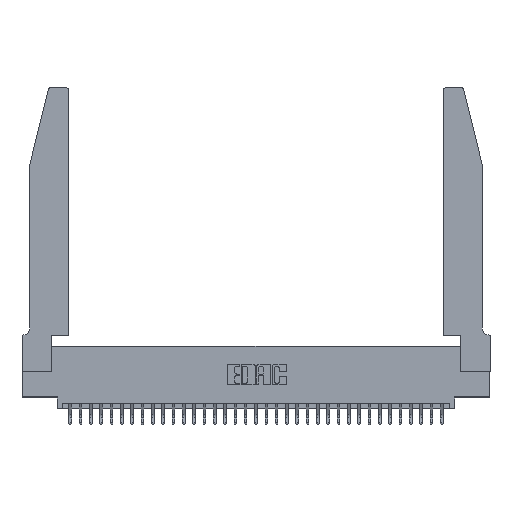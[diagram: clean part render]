
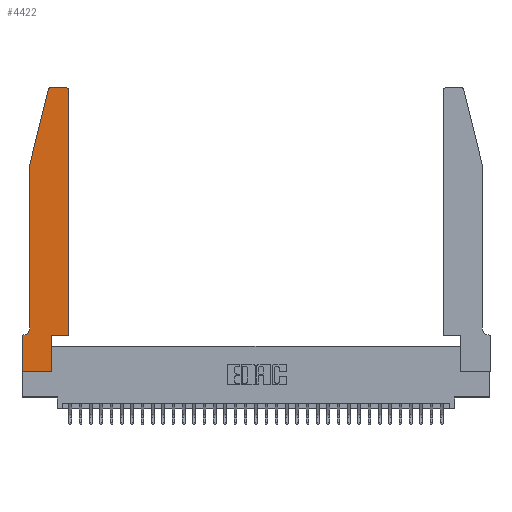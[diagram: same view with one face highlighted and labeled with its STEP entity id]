
A CAD part, top view. The second image highlights one B-rep face of the part: STEP entity #4422.
In plain terms, the highlighted planar face has unit normal (0, 0, 1).
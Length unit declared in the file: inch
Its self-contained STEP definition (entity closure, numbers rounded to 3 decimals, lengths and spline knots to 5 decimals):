
#9 = CIRCLE ( 'NONE', #5652, 0.03 ) ;
#874 = DIRECTION ( 'NONE',  ( 0., 0., 1. ) ) ;
#974 = VERTEX_POINT ( 'NONE', #28015 ) ;
#1259 = LINE ( 'NONE', #12120, #29104 ) ;
#1480 = DIRECTION ( 'NONE',  ( 0., 1., 0. ) ) ;
#1524 = CARTESIAN_POINT ( 'NONE',  ( 0.4205, 2.75, 0.37 ) ) ;
#1958 = VERTEX_POINT ( 'NONE', #9627 ) ;
#1984 = CARTESIAN_POINT ( 'NONE',  ( 0., 0.35, 0.37 ) ) ;
#2051 = LINE ( 'NONE', #13631, #25175 ) ;
#2605 = DIRECTION ( 'NONE',  ( 0., -1., 0. ) ) ;
#2917 = EDGE_CURVE ( 'NONE', #5583, #31229, #13047, .T. ) ;
#3249 = EDGE_CURVE ( 'NONE', #9150, #1958, #2051, .T. ) ;
#3543 = VERTEX_POINT ( 'NONE', #31354 ) ;
#3667 = LINE ( 'NONE', #18710, #22617 ) ;
#3792 = ORIENTED_EDGE ( 'NONE', *, *, #34246, .T. ) ;
#4055 = CARTESIAN_POINT ( 'NONE',  ( 0.4505, 0.35, 0.37 ) ) ;
#4181 = VERTEX_POINT ( 'NONE', #1524 ) ;
#4422 = ADVANCED_FACE ( 'NONE', ( #5730 ), #26923, .T. ) ;
#4818 = ORIENTED_EDGE ( 'NONE', *, *, #2917, .T. ) ;
#5583 = VERTEX_POINT ( 'NONE', #24305 ) ;
#5652 = AXIS2_PLACEMENT_3D ( 'NONE', #28501, #6949, #17539 ) ;
#5730 = FACE_OUTER_BOUND ( 'NONE', #25946, .T. ) ;
#6420 = CARTESIAN_POINT ( 'NONE',  ( 0.284, 2.72, 0.37 ) ) ;
#6949 = DIRECTION ( 'NONE',  ( 0., 0., 1. ) ) ;
#7973 = EDGE_CURVE ( 'NONE', #974, #25314, #10586, .T. ) ;
#7979 = CARTESIAN_POINT ( 'NONE',  ( 0.25487, 2.72718, 0.37 ) ) ;
#8007 = DIRECTION ( 'NONE',  ( -1., 0., 0. ) ) ;
#8415 = CIRCLE ( 'NONE', #31184, 0.07 ) ;
#8617 = AXIS2_PLACEMENT_3D ( 'NONE', #21616, #874, #13637 ) ;
#8801 = VECTOR ( 'NONE', #8007, 39.37008 ) ;
#9150 = VERTEX_POINT ( 'NONE', #27797 ) ;
#9627 = CARTESIAN_POINT ( 'NONE',  ( 0.2865, 0., 0.37 ) ) ;
#9734 = ORIENTED_EDGE ( 'NONE', *, *, #18305, .T. ) ;
#10586 = LINE ( 'NONE', #30520, #29139 ) ;
#12120 = CARTESIAN_POINT ( 'NONE',  ( 0., 0., 0.37 ) ) ;
#12994 = VERTEX_POINT ( 'NONE', #25202 ) ;
#13047 = LINE ( 'NONE', #14936, #8801 ) ;
#13449 = LINE ( 'NONE', #25686, #26068 ) ;
#13631 = CARTESIAN_POINT ( 'NONE',  ( 0., 0., 0.37 ) ) ;
#13634 = VERTEX_POINT ( 'NONE', #7979 ) ;
#13637 = DIRECTION ( 'NONE',  ( 1., 0., 0. ) ) ;
#14668 = CIRCLE ( 'NONE', #21817, 0.03 ) ;
#14936 = CARTESIAN_POINT ( 'NONE',  ( 0.0755, 0.35, 0.37 ) ) ;
#14965 = DIRECTION ( 'NONE',  ( 0., 0., -1. ) ) ;
#15074 = LINE ( 'NONE', #20442, #27251 ) ;
#15187 = EDGE_CURVE ( 'NONE', #4181, #12994, #13449, .T. ) ;
#15838 = ORIENTED_EDGE ( 'NONE', *, *, #3249, .T. ) ;
#15857 = EDGE_CURVE ( 'NONE', #3543, #22018, #3667, .T. ) ;
#16001 = VECTOR ( 'NONE', #1480, 39.37008 ) ;
#16278 = CARTESIAN_POINT ( 'NONE',  ( 0.4505, 0.35, 0.37 ) ) ;
#17539 = DIRECTION ( 'NONE',  ( 1., 0., 0. ) ) ;
#17658 = LINE ( 'NONE', #33599, #16001 ) ;
#18090 = VERTEX_POINT ( 'NONE', #26966 ) ;
#18305 = EDGE_CURVE ( 'NONE', #25314, #18090, #24190, .T. ) ;
#18710 = CARTESIAN_POINT ( 'NONE',  ( 0.0755, 2., 0.37 ) ) ;
#19702 = ORIENTED_EDGE ( 'NONE', *, *, #31207, .T. ) ;
#19946 = DIRECTION ( 'NONE',  ( 1., 0., 0. ) ) ;
#20442 = CARTESIAN_POINT ( 'NONE',  ( 0.0755, 2., 0.37 ) ) ;
#20461 = CARTESIAN_POINT ( 'NONE',  ( 0.0055, 0.42, 0.37 ) ) ;
#21332 = EDGE_CURVE ( 'NONE', #18090, #4181, #9, .T. ) ;
#21616 = CARTESIAN_POINT ( 'NONE',  ( 0., 0.35, 0.37 ) ) ;
#21817 = AXIS2_PLACEMENT_3D ( 'NONE', #6420, #25241, #19946 ) ;
#22018 = VERTEX_POINT ( 'NONE', #31419 ) ;
#22553 = DIRECTION ( 'NONE',  ( -1., 0., 0. ) ) ;
#22617 = VECTOR ( 'NONE', #2605, 39.37008 ) ;
#24085 = DIRECTION ( 'NONE',  ( 1., 0., 0. ) ) ;
#24190 = LINE ( 'NONE', #4055, #29673 ) ;
#24305 = CARTESIAN_POINT ( 'NONE',  ( 0.0055, 0.35, 0.37 ) ) ;
#24461 = ORIENTED_EDGE ( 'NONE', *, *, #15187, .T. ) ;
#25175 = VECTOR ( 'NONE', #24085, 39.37008 ) ;
#25180 = DIRECTION ( 'NONE',  ( 1., 0., 0. ) ) ;
#25202 = CARTESIAN_POINT ( 'NONE',  ( 0.284, 2.75, 0.37 ) ) ;
#25241 = DIRECTION ( 'NONE',  ( 0., 0., 1. ) ) ;
#25305 = ORIENTED_EDGE ( 'NONE', *, *, #21332, .T. ) ;
#25314 = VERTEX_POINT ( 'NONE', #16278 ) ;
#25386 = DIRECTION ( 'NONE',  ( -1., 0., 0. ) ) ;
#25686 = CARTESIAN_POINT ( 'NONE',  ( 0.2605, 2.75, 0.37 ) ) ;
#25946 = EDGE_LOOP ( 'NONE', ( #24461, #33990, #33135, #28029, #30957, #4818, #19702, #15838, #3792, #29564, #9734, #25305 ) ) ;
#26068 = VECTOR ( 'NONE', #22553, 39.37008 ) ;
#26236 = EDGE_CURVE ( 'NONE', #12994, #13634, #14668, .T. ) ;
#26298 = EDGE_CURVE ( 'NONE', #13634, #3543, #15074, .T. ) ;
#26923 = PLANE ( 'NONE',  #8617 ) ;
#26966 = CARTESIAN_POINT ( 'NONE',  ( 0.4505, 2.72, 0.37 ) ) ;
#27251 = VECTOR ( 'NONE', #31409, 39.37008 ) ;
#27797 = CARTESIAN_POINT ( 'NONE',  ( 0., 0., 0.37 ) ) ;
#27950 = DIRECTION ( 'NONE',  ( 0., 1., 0. ) ) ;
#28015 = CARTESIAN_POINT ( 'NONE',  ( 0.2865, 0.35, 0.37 ) ) ;
#28029 = ORIENTED_EDGE ( 'NONE', *, *, #15857, .T. ) ;
#28501 = CARTESIAN_POINT ( 'NONE',  ( 0.4205, 2.72, 0.37 ) ) ;
#29088 = DIRECTION ( 'NONE',  ( 0., -1., 0. ) ) ;
#29104 = VECTOR ( 'NONE', #29088, 39.37008 ) ;
#29139 = VECTOR ( 'NONE', #25180, 39.37008 ) ;
#29564 = ORIENTED_EDGE ( 'NONE', *, *, #7973, .T. ) ;
#29673 = VECTOR ( 'NONE', #27950, 39.37008 ) ;
#30520 = CARTESIAN_POINT ( 'NONE',  ( 0.4505, 0.35, 0.37 ) ) ;
#30957 = ORIENTED_EDGE ( 'NONE', *, *, #31071, .T. ) ;
#31071 = EDGE_CURVE ( 'NONE', #22018, #5583, #8415, .T. ) ;
#31184 = AXIS2_PLACEMENT_3D ( 'NONE', #20461, #14965, #25386 ) ;
#31207 = EDGE_CURVE ( 'NONE', #31229, #9150, #1259, .T. ) ;
#31229 = VERTEX_POINT ( 'NONE', #1984 ) ;
#31354 = CARTESIAN_POINT ( 'NONE',  ( 0.0755, 2., 0.37 ) ) ;
#31409 = DIRECTION ( 'NONE',  ( -0.239, -0.971, 0. ) ) ;
#31419 = CARTESIAN_POINT ( 'NONE',  ( 0.0755, 0.42, 0.37 ) ) ;
#33135 = ORIENTED_EDGE ( 'NONE', *, *, #26298, .T. ) ;
#33599 = CARTESIAN_POINT ( 'NONE',  ( 0.2865, 0.35, 0.37 ) ) ;
#33990 = ORIENTED_EDGE ( 'NONE', *, *, #26236, .T. ) ;
#34246 = EDGE_CURVE ( 'NONE', #1958, #974, #17658, .T. ) ;
